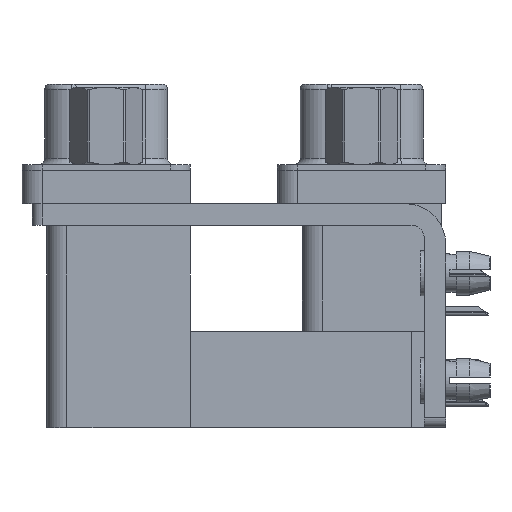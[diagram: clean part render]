
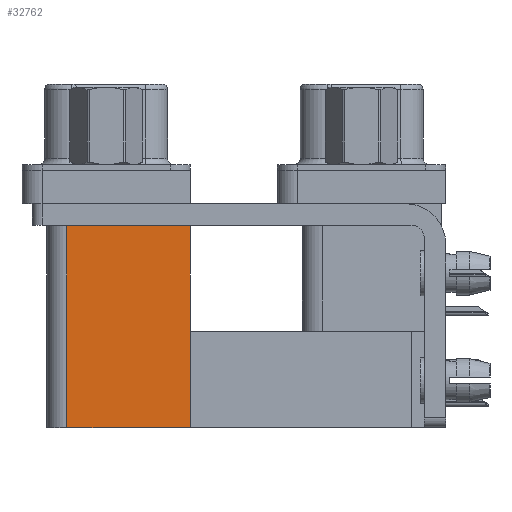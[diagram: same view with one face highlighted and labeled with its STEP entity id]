
A CAD part, left-side view. The second image highlights one B-rep face of the part: STEP entity #32762.
In plain terms, the highlighted planar face has unit normal (-1, 0, 0).
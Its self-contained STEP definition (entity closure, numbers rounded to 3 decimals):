
#2279 = ORIENTED_EDGE ( 'NONE', *, *, #46214, .F. ) ;
#3038 = DIRECTION ( 'NONE',  ( 0., 0., 1. ) ) ;
#3979 = LINE ( 'NONE', #29590, #42287 ) ;
#5835 = PLANE ( 'NONE',  #10637 ) ;
#6047 = VERTEX_POINT ( 'NONE', #10581 ) ;
#7450 = EDGE_LOOP ( 'NONE', ( #30720, #2279, #15919, #36626 ) ) ;
#9119 = CARTESIAN_POINT ( 'NONE',  ( 3.7, 12.775, -19.2 ) ) ;
#10581 = CARTESIAN_POINT ( 'NONE',  ( 3.7, 21.975, -19.2 ) ) ;
#10637 = AXIS2_PLACEMENT_3D ( 'NONE', #45494, #12970, #26732 ) ;
#12970 = DIRECTION ( 'NONE',  ( 1., 0., 0. ) ) ;
#13819 = VECTOR ( 'NONE', #17190, 1000. ) ;
#15275 = VERTEX_POINT ( 'NONE', #15828 ) ;
#15828 = CARTESIAN_POINT ( 'NONE',  ( 3.7, 21.975, -2.5 ) ) ;
#15919 = ORIENTED_EDGE ( 'NONE', *, *, #43319, .F. ) ;
#16465 = LINE ( 'NONE', #9119, #43947 ) ;
#16737 = CARTESIAN_POINT ( 'NONE',  ( 3.7, 21.975, -19.2 ) ) ;
#16740 = CARTESIAN_POINT ( 'NONE',  ( 3.7, 12.775, -2.5 ) ) ;
#17190 = DIRECTION ( 'NONE',  ( 0., 0., 1. ) ) ;
#18039 = CARTESIAN_POINT ( 'NONE',  ( 3.7, 12.775, -19.2 ) ) ;
#18528 = VERTEX_POINT ( 'NONE', #16740 ) ;
#21299 = CARTESIAN_POINT ( 'NONE',  ( 3.7, 12.775, -19.2 ) ) ;
#26732 = DIRECTION ( 'NONE',  ( 0., 1., 0. ) ) ;
#28394 = LINE ( 'NONE', #21299, #41436 ) ;
#29590 = CARTESIAN_POINT ( 'NONE',  ( 3.7, 12.775, -2.5 ) ) ;
#30720 = ORIENTED_EDGE ( 'NONE', *, *, #39038, .T. ) ;
#32762 = ADVANCED_FACE ( 'NONE', ( #45016 ), #5835, .F. ) ;
#33373 = DIRECTION ( 'NONE',  ( 0., 1., 0. ) ) ;
#34520 = VERTEX_POINT ( 'NONE', #18039 ) ;
#36626 = ORIENTED_EDGE ( 'NONE', *, *, #38272, .T. ) ;
#38272 = EDGE_CURVE ( 'NONE', #34520, #18528, #28394, .T. ) ;
#39038 = EDGE_CURVE ( 'NONE', #18528, #15275, #3979, .T. ) ;
#41379 = DIRECTION ( 'NONE',  ( 0., 1., 0. ) ) ;
#41436 = VECTOR ( 'NONE', #3038, 1000. ) ;
#42287 = VECTOR ( 'NONE', #33373, 1000. ) ;
#42363 = LINE ( 'NONE', #16737, #13819 ) ;
#43319 = EDGE_CURVE ( 'NONE', #34520, #6047, #16465, .T. ) ;
#43947 = VECTOR ( 'NONE', #41379, 1000. ) ;
#45016 = FACE_OUTER_BOUND ( 'NONE', #7450, .T. ) ;
#45494 = CARTESIAN_POINT ( 'NONE',  ( 3.7, 12.775, -19.2 ) ) ;
#46214 = EDGE_CURVE ( 'NONE', #6047, #15275, #42363, .T. ) ;
